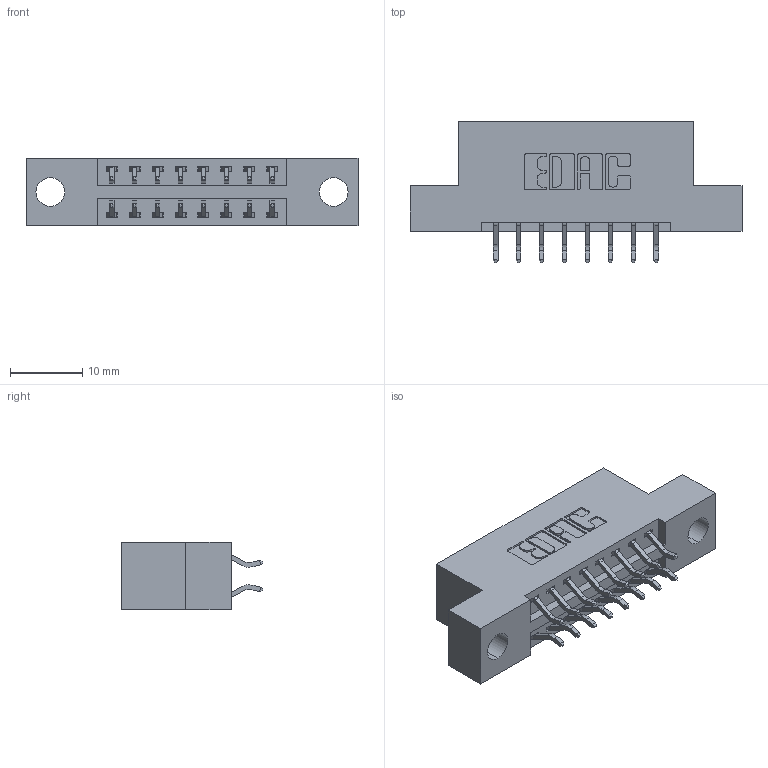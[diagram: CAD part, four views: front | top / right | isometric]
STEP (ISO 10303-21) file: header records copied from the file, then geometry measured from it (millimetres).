
FILE_DESCRIPTION (( 'STEP AP203' ), '1' );
FILE_NAME ('396-016-556-204.STEP', '2018-08-31T23:46:56', ( '' ), ( '' ), 'SwSTEP 2.0', 'SolidWorks 2016', '' );
FILE_SCHEMA (( 'CONFIG_CONTROL_DESIGN' ));
Length unit declared in the file: inch
Products named in the file (3): 346 Part_Flush Mounting Lugs - 0.156 Dia-TH; 345-292-001_556 Tail; 396-016-556-204
Assembly tree (17 placements, depth 2):
  396-016-556-204
    346 Part_Flush Mounting Lugs - 0.156 Dia-TH
    345-292-001_556 Tail  x16
Bounding box: 45.97 x 19.57 x 9.4 mm (x, y, z)
Volume: 4130.5 mm3; surface area: 4941.7 mm2
Topology: 17 solids, 17 shells, 1050 faces, 3097 edges, 2042 vertices
Faces by surface type: plane 700, cylinder 350
Entity records: 10021 total; most frequent: CARTESIAN_POINT 1712, ORIENTED_EDGE 1634, DIRECTION 1549, EDGE_CURVE 817, VECTOR 645, LINE 645, VERTEX_POINT 542, AXIS2_PLACEMENT_3D 452
